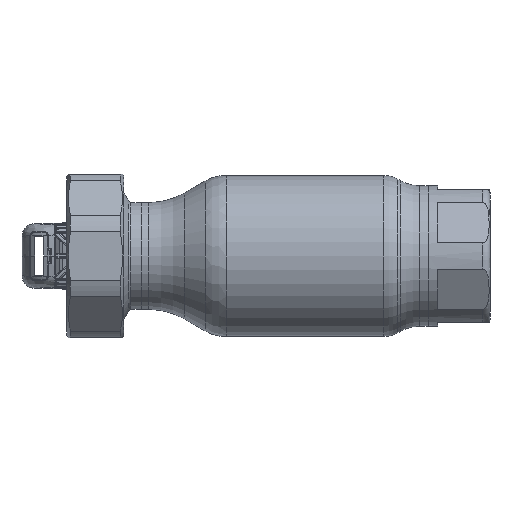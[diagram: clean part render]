
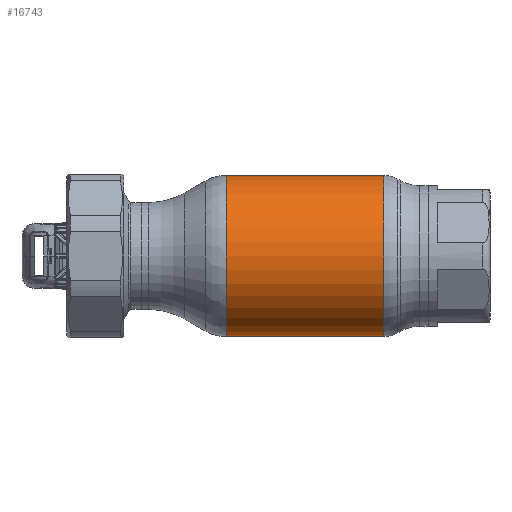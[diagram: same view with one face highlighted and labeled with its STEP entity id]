
A CAD part, front view. The second image highlights one B-rep face of the part: STEP entity #16743.
In plain terms, the highlighted cylindrical face has radius 34 mm (diameter 68 mm), a partial arc.
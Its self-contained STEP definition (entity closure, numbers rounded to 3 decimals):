
#2355 = DIRECTION ( 'NONE',  ( 0., 0., -1. ) ) ;
#2921 = ORIENTED_EDGE ( 'NONE', *, *, #27077, .F. ) ;
#6919 = CARTESIAN_POINT ( 'NONE',  ( -33.177, 0., 0. ) ) ;
#11326 = CIRCLE ( 'NONE', #29633, 34. ) ;
#12299 = VERTEX_POINT ( 'NONE', #30936 ) ;
#12578 = EDGE_LOOP ( 'NONE', ( #36312, #21899, #45483, #2921 ) ) ;
#13196 = DIRECTION ( 'NONE',  ( 0., 0., -1. ) ) ;
#16743 = ADVANCED_FACE ( 'NONE', ( #23417 ), #31196, .T. ) ;
#18603 = LINE ( 'NONE', #29617, #56669 ) ;
#19491 = VECTOR ( 'NONE', #47984, 1000. ) ;
#21899 = ORIENTED_EDGE ( 'NONE', *, *, #38132, .T. ) ;
#23417 = FACE_OUTER_BOUND ( 'NONE', #12578, .T. ) ;
#27077 = EDGE_CURVE ( 'NONE', #12299, #42427, #61524, .T. ) ;
#29091 = CARTESIAN_POINT ( 'NONE',  ( 33.177, 0., -34. ) ) ;
#29617 = CARTESIAN_POINT ( 'NONE',  ( 62.69, 0., -34. ) ) ;
#29633 = AXIS2_PLACEMENT_3D ( 'NONE', #6919, #61113, #55710 ) ;
#30336 = LINE ( 'NONE', #61021, #19491 ) ;
#30936 = CARTESIAN_POINT ( 'NONE',  ( 33.177, 0., 34. ) ) ;
#31196 = CYLINDRICAL_SURFACE ( 'NONE', #62048, 34. ) ;
#31963 = CARTESIAN_POINT ( 'NONE',  ( -33.177, 0., 34. ) ) ;
#32158 = CARTESIAN_POINT ( 'NONE',  ( -33.177, 0., -34. ) ) ;
#32394 = EDGE_CURVE ( 'NONE', #55453, #42427, #18603, .T. ) ;
#36312 = ORIENTED_EDGE ( 'NONE', *, *, #58541, .F. ) ;
#38132 = EDGE_CURVE ( 'NONE', #59070, #55453, #11326, .T. ) ;
#42427 = VERTEX_POINT ( 'NONE', #29091 ) ;
#42881 = DIRECTION ( 'NONE',  ( 1., 0., 0. ) ) ;
#45483 = ORIENTED_EDGE ( 'NONE', *, *, #32394, .T. ) ;
#46982 = CARTESIAN_POINT ( 'NONE',  ( 33.177, 0., 0. ) ) ;
#47984 = DIRECTION ( 'NONE',  ( 1., 0., 0. ) ) ;
#54578 = DIRECTION ( 'NONE',  ( 1., 0., 0. ) ) ;
#55453 = VERTEX_POINT ( 'NONE', #32158 ) ;
#55710 = DIRECTION ( 'NONE',  ( 0., 0., -1. ) ) ;
#56558 = DIRECTION ( 'NONE',  ( 1., 0., 0. ) ) ;
#56669 = VECTOR ( 'NONE', #54578, 1000. ) ;
#56740 = AXIS2_PLACEMENT_3D ( 'NONE', #46982, #56558, #2355 ) ;
#57666 = CARTESIAN_POINT ( 'NONE',  ( 62.69, 0., 0. ) ) ;
#58541 = EDGE_CURVE ( 'NONE', #59070, #12299, #30336, .T. ) ;
#59070 = VERTEX_POINT ( 'NONE', #31963 ) ;
#61021 = CARTESIAN_POINT ( 'NONE',  ( 62.69, 0., 34. ) ) ;
#61113 = DIRECTION ( 'NONE',  ( 1., 0., 0. ) ) ;
#61524 = CIRCLE ( 'NONE', #56740, 34. ) ;
#62048 = AXIS2_PLACEMENT_3D ( 'NONE', #57666, #42881, #13196 ) ;
